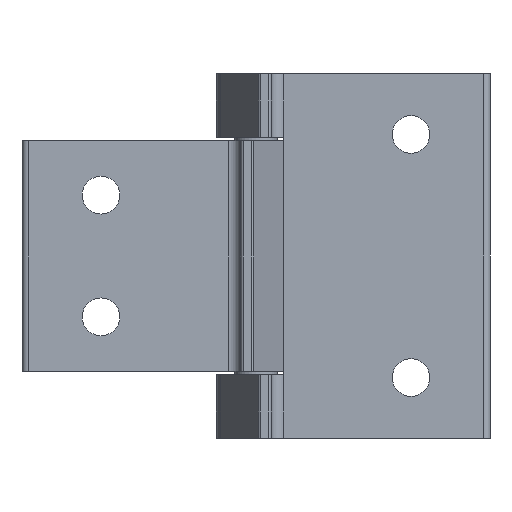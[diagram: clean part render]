
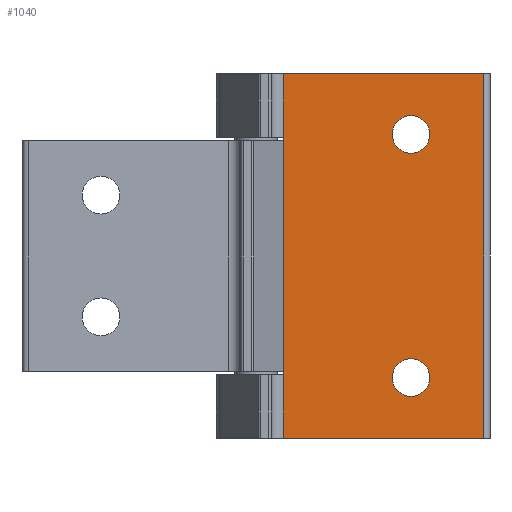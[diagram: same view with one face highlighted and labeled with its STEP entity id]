
A CAD part, front view. The second image highlights one B-rep face of the part: STEP entity #1040.
In plain terms, the highlighted planar face has unit normal (0, -1, 0).
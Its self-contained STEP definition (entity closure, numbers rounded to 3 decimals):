
#140=CARTESIAN_POINT('',(35.1,0.,10.0));
#141=VERTEX_POINT('',#140);
#142=CARTESIAN_POINT('',(32.0,0.,10.0));
#143=DIRECTION('',(0.0,1.0,0.0));
#144=DIRECTION('',(-1.0,0.0,0.0));
#145=AXIS2_PLACEMENT_3D('',#142,#143,#144);
#146=CIRCLE('',#145,3.1);
#147=EDGE_CURVE('',#141,#141,#146,.T.);
#188=CARTESIAN_POINT('',(35.1,0.,50.0));
#189=VERTEX_POINT('',#188);
#190=CARTESIAN_POINT('',(32.0,0.,50.0));
#191=DIRECTION('',(0.0,1.0,0.0));
#192=DIRECTION('',(-1.0,0.0,0.0));
#193=AXIS2_PLACEMENT_3D('',#190,#191,#192);
#194=CIRCLE('',#193,3.1);
#195=EDGE_CURVE('',#189,#189,#194,.T.);
#370=CARTESIAN_POINT('',(11.,0.0,10.5));
#371=VERTEX_POINT('',#370);
#539=CARTESIAN_POINT('',(11.,0.0,60.0));
#540=VERTEX_POINT('',#539);
#548=CARTESIAN_POINT('',(44.0,0.0,60.0));
#549=VERTEX_POINT('',#548);
#550=CARTESIAN_POINT('',(11.,0.0,60.0));
#551=DIRECTION('',(1.0,0.0,0.0));
#552=VECTOR('',#551,33.0);
#553=LINE('',#550,#552);
#554=EDGE_CURVE('',#540,#549,#553,.T.);
#724=CARTESIAN_POINT('',(11.,0.0,49.5));
#725=VERTEX_POINT('',#724);
#726=CARTESIAN_POINT('',(11.,0.0,10.5));
#727=DIRECTION('',(0.0,0.0,1.0));
#728=VECTOR('',#727,39.0);
#729=LINE('',#726,#728);
#730=EDGE_CURVE('',#371,#725,#729,.T.);
#834=CARTESIAN_POINT('',(11.,0.0,0.0));
#835=VERTEX_POINT('',#834);
#843=CARTESIAN_POINT('',(11.,0.0,0.0));
#844=DIRECTION('',(0.0,0.0,1.0));
#845=VECTOR('',#844,10.5);
#846=LINE('',#843,#845);
#847=EDGE_CURVE('',#835,#371,#846,.T.);
#985=CARTESIAN_POINT('',(44.0,0.0,0.0));
#986=VERTEX_POINT('',#985);
#987=CARTESIAN_POINT('',(44.0,0.0,60.0));
#988=DIRECTION('',(0.0,0.0,-1.0));
#989=VECTOR('',#988,60.0);
#990=LINE('',#987,#989);
#991=EDGE_CURVE('',#549,#986,#990,.T.);
#1011=CARTESIAN_POINT('',(9.,0.0,0.0));
#1012=DIRECTION('',(0.0,-1.0,0.0));
#1013=DIRECTION('',(1.0,0.0,0.0));
#1014=AXIS2_PLACEMENT_3D('',#1011,#1012,#1013);
#1015=PLANE('',#1014);
#1016=ORIENTED_EDGE('',*,*,#991,.F.);
#1017=ORIENTED_EDGE('',*,*,#554,.F.);
#1018=CARTESIAN_POINT('',(11.,0.0,49.5));
#1019=DIRECTION('',(0.0,0.0,1.0));
#1020=VECTOR('',#1019,10.5);
#1021=LINE('',#1018,#1020);
#1022=EDGE_CURVE('',#725,#540,#1021,.T.);
#1023=ORIENTED_EDGE('',*,*,#1022,.F.);
#1024=ORIENTED_EDGE('',*,*,#730,.F.);
#1025=ORIENTED_EDGE('',*,*,#847,.F.);
#1026=CARTESIAN_POINT('',(44.,0.0,0.0));
#1027=DIRECTION('',(-1.0,0.0,0.0));
#1028=VECTOR('',#1027,33.0);
#1029=LINE('',#1026,#1028);
#1030=EDGE_CURVE('',#986,#835,#1029,.T.);
#1031=ORIENTED_EDGE('',*,*,#1030,.F.);
#1032=EDGE_LOOP('',(#1016,#1017,#1023,#1024,#1025,#1031));
#1033=FACE_OUTER_BOUND('',#1032,.T.);
#1034=ORIENTED_EDGE('',*,*,#147,.T.);
#1035=EDGE_LOOP('',(#1034));
#1036=FACE_BOUND('',#1035,.T.);
#1037=ORIENTED_EDGE('',*,*,#195,.T.);
#1038=EDGE_LOOP('',(#1037));
#1039=FACE_BOUND('',#1038,.T.);
#1040=ADVANCED_FACE('',(#1033,#1036,#1039),#1015,.T.);
